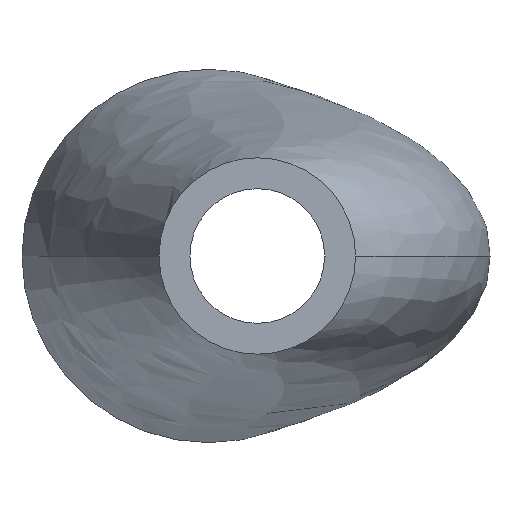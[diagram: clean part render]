
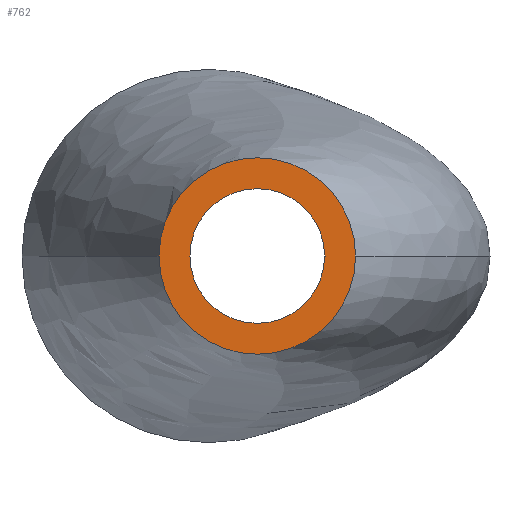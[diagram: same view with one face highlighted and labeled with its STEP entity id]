
A CAD part, front view. The second image highlights one B-rep face of the part: STEP entity #762.
In plain terms, the highlighted planar face has unit normal (0, -1, 0).
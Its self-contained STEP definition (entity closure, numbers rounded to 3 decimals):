
#7 = DIRECTION ( 'NONE',  ( 0., -1., 0. ) ) ;
#43 = EDGE_CURVE ( 'NONE', #568, #842, #380, .T. ) ;
#44 = VERTEX_POINT ( 'NONE', #780 ) ;
#45 = DIRECTION ( 'NONE',  ( 0., 1., 0. ) ) ;
#91 = AXIS2_PLACEMENT_3D ( 'NONE', #729, #733, #817 ) ;
#114 = ORIENTED_EDGE ( 'NONE', *, *, #43, .F. ) ;
#129 = CIRCLE ( 'NONE', #804, 18.115 ) ;
#153 = FACE_BOUND ( 'NONE', #473, .T. ) ;
#163 = CARTESIAN_POINT ( 'NONE',  ( 0., 0., 0. ) ) ;
#220 = VERTEX_POINT ( 'NONE', #347 ) ;
#235 = CARTESIAN_POINT ( 'NONE',  ( 0., 0., 0. ) ) ;
#260 = AXIS2_PLACEMENT_3D ( 'NONE', #235, #861, #314 ) ;
#311 = DIRECTION ( 'NONE',  ( 0., 0., -1. ) ) ;
#314 = DIRECTION ( 'NONE',  ( 0., 0., -1. ) ) ;
#347 = CARTESIAN_POINT ( 'NONE',  ( -18.115, 0., 0. ) ) ;
#351 = DIRECTION ( 'NONE',  ( 0., 1., 0. ) ) ;
#380 = CIRCLE ( 'NONE', #260, 12.422 ) ;
#423 = AXIS2_PLACEMENT_3D ( 'NONE', #163, #7, #311 ) ;
#432 = CARTESIAN_POINT ( 'NONE',  ( 12.422, 0., 0. ) ) ;
#453 = ORIENTED_EDGE ( 'NONE', *, *, #538, .F. ) ;
#473 = EDGE_LOOP ( 'NONE', ( #725, #114 ) ) ;
#487 = FACE_OUTER_BOUND ( 'NONE', #695, .T. ) ;
#509 = DIRECTION ( 'NONE',  ( 0., 0., 1. ) ) ;
#534 = ORIENTED_EDGE ( 'NONE', *, *, #850, .F. ) ;
#538 = EDGE_CURVE ( 'NONE', #220, #44, #699, .T. ) ;
#541 = CIRCLE ( 'NONE', #423, 12.422 ) ;
#568 = VERTEX_POINT ( 'NONE', #619 ) ;
#585 = AXIS2_PLACEMENT_3D ( 'NONE', #594, #351, #901 ) ;
#594 = CARTESIAN_POINT ( 'NONE',  ( 0., 0., 0. ) ) ;
#619 = CARTESIAN_POINT ( 'NONE',  ( -12.422, 0., 0. ) ) ;
#669 = CARTESIAN_POINT ( 'NONE',  ( 0., 0., 0. ) ) ;
#695 = EDGE_LOOP ( 'NONE', ( #534, #453 ) ) ;
#699 = CIRCLE ( 'NONE', #91, 18.115 ) ;
#725 = ORIENTED_EDGE ( 'NONE', *, *, #939, .F. ) ;
#729 = CARTESIAN_POINT ( 'NONE',  ( 0., 0., 0. ) ) ;
#733 = DIRECTION ( 'NONE',  ( 0., 1., 0. ) ) ;
#762 = ADVANCED_FACE ( 'NONE', ( #153, #487 ), #896, .F. ) ;
#780 = CARTESIAN_POINT ( 'NONE',  ( 18.115, 0., 0. ) ) ;
#804 = AXIS2_PLACEMENT_3D ( 'NONE', #669, #45, #509 ) ;
#817 = DIRECTION ( 'NONE',  ( 0., 0., 1. ) ) ;
#842 = VERTEX_POINT ( 'NONE', #432 ) ;
#850 = EDGE_CURVE ( 'NONE', #44, #220, #129, .T. ) ;
#861 = DIRECTION ( 'NONE',  ( 0., -1., 0. ) ) ;
#896 = PLANE ( 'NONE',  #585 ) ;
#901 = DIRECTION ( 'NONE',  ( 0., 0., 1. ) ) ;
#939 = EDGE_CURVE ( 'NONE', #842, #568, #541, .T. ) ;
